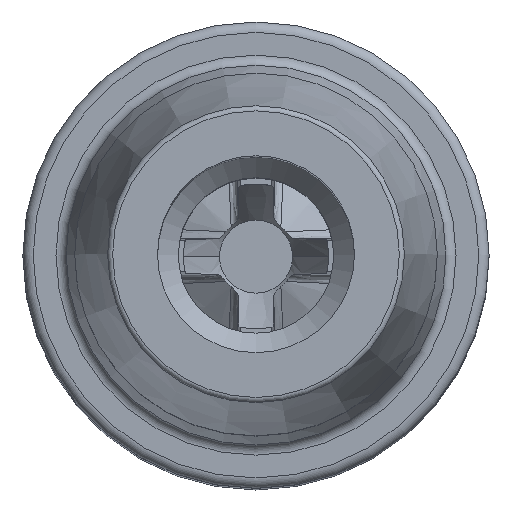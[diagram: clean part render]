
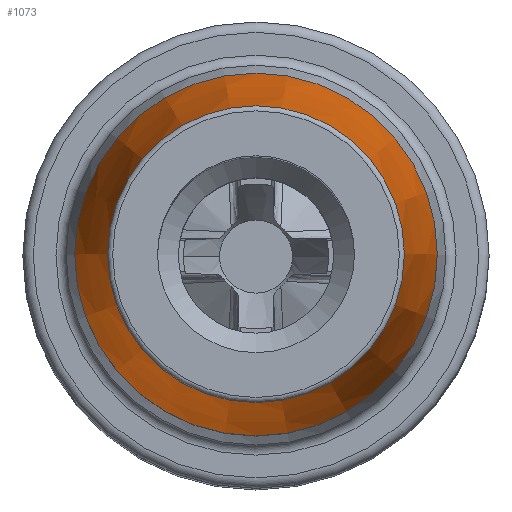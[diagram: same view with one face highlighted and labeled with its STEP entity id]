
A CAD part, top view. The second image highlights one B-rep face of the part: STEP entity #1073.
In plain terms, the highlighted conical face has half-angle 9.707 degrees and reference radius 3.165 mm.
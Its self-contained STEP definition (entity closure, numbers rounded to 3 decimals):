
#97=FACE_BOUND('',#1431,.T.);
#98=FACE_BOUND('',#1432,.T.);
#482=CONICAL_SURFACE('',#3749,3.165,9.707);
#1073=ADVANCED_FACE('',(#97,#98),#482,.T.);
#1431=EDGE_LOOP('',(#2379));
#1432=EDGE_LOOP('',(#2380));
#2379=ORIENTED_EDGE('',*,*,#3233,.T.);
#2380=ORIENTED_EDGE('',*,*,#3234,.F.);
#2759=VERTEX_POINT('',#6980);
#2760=VERTEX_POINT('',#6982);
#3233=EDGE_CURVE('',#2759,#2759,#3421,.T.);
#3234=EDGE_CURVE('',#2760,#2760,#3422,.T.);
#3421=CIRCLE('',#3747,2.864);
#3422=CIRCLE('',#3748,3.5);
#3747=AXIS2_PLACEMENT_3D('',#6979,#4499,#4500);
#3748=AXIS2_PLACEMENT_3D('',#6981,#4501,#4502);
#3749=AXIS2_PLACEMENT_3D('',#6983,#4503,#4504);
#4499=DIRECTION('',(0.,0.,-1.));
#4500=DIRECTION('',(-1.,0.,0.));
#4501=DIRECTION('',(0.,0.,-1.));
#4502=DIRECTION('',(1.,0.,0.));
#4503=DIRECTION('',(0.,0.,-1.));
#4504=DIRECTION('',(-1.,0.,0.));
#6979=CARTESIAN_POINT('',(0.,0.,39.067));
#6980=CARTESIAN_POINT('',(-2.864,0.,39.067));
#6981=CARTESIAN_POINT('',(0.,0.,35.35));
#6982=CARTESIAN_POINT('',(3.5,0.,35.35));
#6983=CARTESIAN_POINT('',(0.,0.,37.308));
